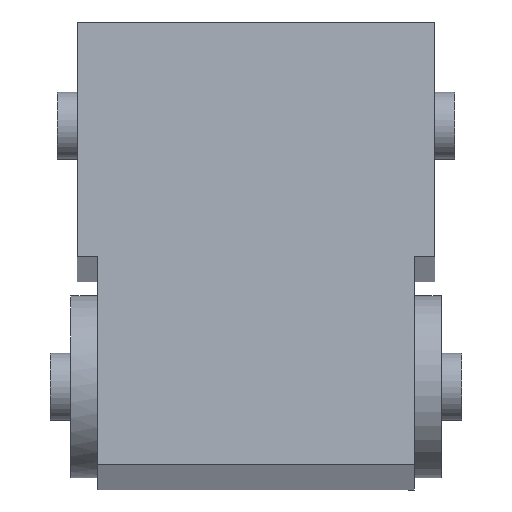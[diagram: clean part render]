
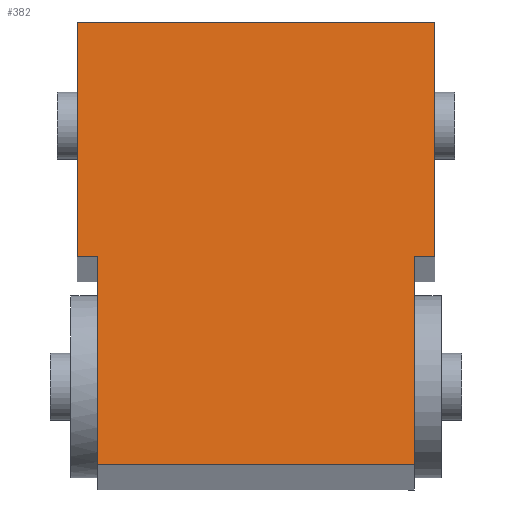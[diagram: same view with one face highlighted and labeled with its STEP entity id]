
A CAD part, front view. The second image highlights one B-rep face of the part: STEP entity #382.
In plain terms, the highlighted planar face has unit normal (0, -0.996, 0.091).
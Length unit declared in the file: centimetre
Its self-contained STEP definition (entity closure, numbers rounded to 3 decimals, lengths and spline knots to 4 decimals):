
#34=PLANE('',#436);
#57=FACE_OUTER_BOUND('',#84,.T.);
#84=EDGE_LOOP('',(#337,#338,#339,#340,#341,#342,#343,#344));
#95=LINE('',#591,#128);
#104=LINE('',#622,#137);
#105=LINE('',#625,#138);
#110=LINE('',#634,#143);
#111=LINE('',#637,#144);
#118=LINE('',#653,#151);
#119=LINE('',#656,#152);
#120=LINE('',#657,#153);
#128=VECTOR('',#483,1.);
#137=VECTOR('',#514,1.);
#138=VECTOR('',#517,1.);
#143=VECTOR('',#524,1.);
#144=VECTOR('',#527,1.);
#151=VECTOR('',#544,1.);
#152=VECTOR('',#547,1.);
#153=VECTOR('',#548,1.);
#182=VERTEX_POINT('',#588);
#183=VERTEX_POINT('',#590);
#191=VERTEX_POINT('',#614);
#194=VERTEX_POINT('',#620);
#195=VERTEX_POINT('',#624);
#198=VERTEX_POINT('',#632);
#199=VERTEX_POINT('',#636);
#204=VERTEX_POINT('',#655);
#220=EDGE_CURVE('',#182,#183,#95,.T.);
#235=EDGE_CURVE('',#194,#191,#104,.T.);
#236=EDGE_CURVE('',#183,#195,#105,.T.);
#241=EDGE_CURVE('',#198,#194,#110,.T.);
#242=EDGE_CURVE('',#199,#195,#111,.T.);
#251=EDGE_CURVE('',#191,#182,#118,.T.);
#252=EDGE_CURVE('',#198,#204,#119,.T.);
#253=EDGE_CURVE('',#204,#199,#120,.T.);
#337=ORIENTED_EDGE('',*,*,#236,.F.);
#338=ORIENTED_EDGE('',*,*,#220,.F.);
#339=ORIENTED_EDGE('',*,*,#251,.F.);
#340=ORIENTED_EDGE('',*,*,#235,.F.);
#341=ORIENTED_EDGE('',*,*,#241,.F.);
#342=ORIENTED_EDGE('',*,*,#252,.T.);
#343=ORIENTED_EDGE('',*,*,#253,.T.);
#344=ORIENTED_EDGE('',*,*,#242,.T.);
#382=ADVANCED_FACE('',(#57),#34,.F.);
#436=AXIS2_PLACEMENT_3D('',#654,#545,#546);
#483=DIRECTION('',(0.,0.091,0.996));
#514=DIRECTION('',(0.,-0.091,-0.996));
#517=DIRECTION('',(-1.,0.,0.));
#524=DIRECTION('',(-1.,0.,0.));
#527=DIRECTION('',(0.,-0.091,-0.996));
#544=DIRECTION('',(-1.,0.,0.));
#545=DIRECTION('center_axis',(0.,0.996,-0.091));
#546=DIRECTION('ref_axis',(0.,-0.091,-0.996));
#547=DIRECTION('',(0.,0.091,0.996));
#548=DIRECTION('',(-1.,0.,0.));
#588=CARTESIAN_POINT('',(-42.05,23.0732,4.2534));
#590=CARTESIAN_POINT('',(-42.05,23.355,7.3406));
#591=CARTESIAN_POINT('',(-42.05,23.3732,7.5398));
#614=CARTESIAN_POINT('',(-37.35,23.0732,4.2534));
#620=CARTESIAN_POINT('',(-37.35,23.355,7.3406));
#622=CARTESIAN_POINT('',(-37.35,23.3732,7.5398));
#624=CARTESIAN_POINT('',(-42.35,23.355,7.3406));
#625=CARTESIAN_POINT('',(-39.625,23.355,7.3406));
#632=CARTESIAN_POINT('',(-37.05,23.355,7.3406));
#634=CARTESIAN_POINT('',(-37.125,23.355,7.3406));
#636=CARTESIAN_POINT('',(-42.35,23.6732,10.8261));
#637=CARTESIAN_POINT('',(-42.35,23.5232,9.1829));
#653=CARTESIAN_POINT('',(-37.05,23.0732,4.2534));
#654=CARTESIAN_POINT('Origin',(-37.05,23.6732,10.8261));
#655=CARTESIAN_POINT('',(-37.05,23.6732,10.8261));
#656=CARTESIAN_POINT('',(-37.05,23.5232,9.1829));
#657=CARTESIAN_POINT('',(-37.05,23.6732,10.8261));
